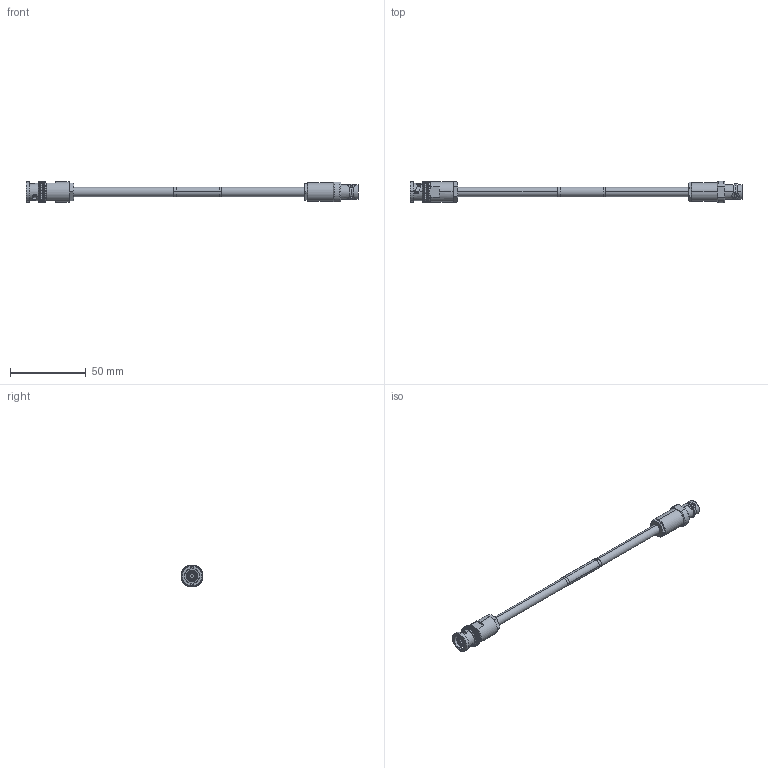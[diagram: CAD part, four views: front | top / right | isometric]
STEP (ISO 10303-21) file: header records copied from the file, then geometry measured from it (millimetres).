
FILE_DESCRIPTION (( 'STEP AP214' ), '1' );
FILE_NAME ('FM3MSA00570_3D.step', '2023-08-21T22:25:55', ( '' ), ( '' ), 'SwSTEP 2.0', 'SolidWorks 2022', '' );
FILE_SCHEMA (( 'AUTOMOTIVE_DESIGN' ));
Length unit declared in the file: inch
Products named in the file (11): Copy of 10-06575-XXX^FM3MSA00570; Copy of 10-08030-XXX^FM3MSA00570; Copy of 10-08030-XXX-MA3^Copy of 10-08030-XXX_FM3MSA00570; Copy of 10-06575-XXX-MA3^Copy of 10-06575-XXX_FM3MSA00570; Copy of 10-08030-XXX-MA1^Copy of 10-08030-XXX_FM3MSA00570; FM3MSA00570_3D; Copy of 10-06575-XXX-MA2^Copy of 10-06575-XXX_FM3MSA00570; Copy of 10-08030-XXX-MA2^Copy of 10-08030-XXX_FM3MSA00570; Copy of 1AW01-003^FM3MSA00570_.25" x .75" long; Copy of 30-02001^FM3MSA00570_6"; Copy of 10-06575-XXX-MA1^Copy of 10-06575-XXX_FM3MSA00570
Assembly tree (10 placements, depth 3):
  FM3MSA00570_3D
    Copy of 30-02001^FM3MSA00570_6"
    Copy of 10-08030-XXX^FM3MSA00570
      Copy of 10-08030-XXX-MA1^Copy of 10-08030-XXX_FM3MSA00570
      Copy of 10-08030-XXX-MA2^Copy of 10-08030-XXX_FM3MSA00570
      Copy of 10-08030-XXX-MA3^Copy of 10-08030-XXX_FM3MSA00570
    Copy of 1AW01-003^FM3MSA00570_.25" x .75" long
    Copy of 10-06575-XXX^FM3MSA00570
      Copy of 10-06575-XXX-MA1^Copy of 10-06575-XXX_FM3MSA00570
      Copy of 10-06575-XXX-MA2^Copy of 10-06575-XXX_FM3MSA00570
      Copy of 10-06575-XXX-MA3^Copy of 10-06575-XXX_FM3MSA00570
Bounding box: 219.07 x 14.47 x 14.47 mm (x, y, z)
Volume: 11310.2 mm3; surface area: 11230 mm2
Topology: 8 solids, 9 shells, 830 faces, 2289 edges, 1498 vertices
Faces by surface type: cylinder 425, torus 202, plane 119, cone 74, bspline 10
Entity records: 30472 total; most frequent: CARTESIAN_POINT 8802, ORIENTED_EDGE 4570, DIRECTION 4404, EDGE_CURVE 2285, AXIS2_PLACEMENT_3D 1890, VERTEX_POINT 1498, CIRCLE 1055, EDGE_LOOP 869
